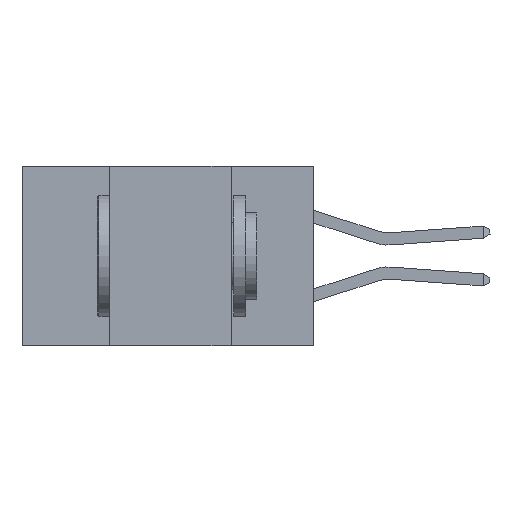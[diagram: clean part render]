
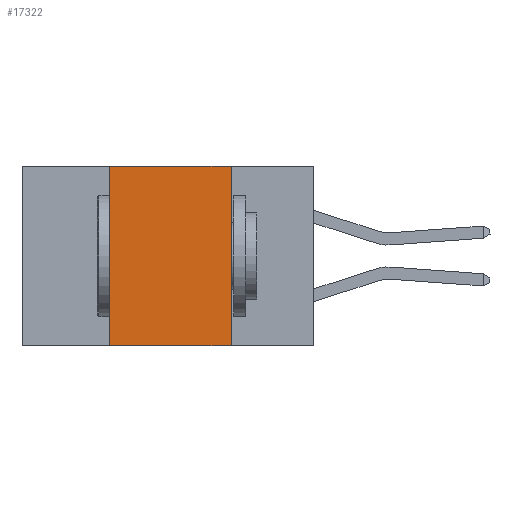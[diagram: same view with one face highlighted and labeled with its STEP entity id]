
A CAD part, left-side view. The second image highlights one B-rep face of the part: STEP entity #17322.
In plain terms, the highlighted planar face has unit normal (-1, 0, 0).
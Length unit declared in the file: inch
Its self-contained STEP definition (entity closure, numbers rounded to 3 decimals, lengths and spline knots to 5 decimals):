
#39 = CARTESIAN_POINT ( 'NONE',  ( 0., 0.17, 0. ) ) ;
#1734 = EDGE_CURVE ( 'NONE', #11188, #23466, #3264, .T. ) ;
#2948 = CARTESIAN_POINT ( 'NONE',  ( 0., 0.17, -0.37 ) ) ;
#3264 = LINE ( 'NONE', #10544, #7177 ) ;
#3750 = CARTESIAN_POINT ( 'NONE',  ( 0., 0.42, 0. ) ) ;
#4076 = VERTEX_POINT ( 'NONE', #39 ) ;
#4926 = FACE_OUTER_BOUND ( 'NONE', #22234, .T. ) ;
#5083 = CARTESIAN_POINT ( 'NONE',  ( 0., 0.42, 0. ) ) ;
#6916 = VERTEX_POINT ( 'NONE', #3750 ) ;
#7087 = ORIENTED_EDGE ( 'NONE', *, *, #1734, .T. ) ;
#7177 = VECTOR ( 'NONE', #22227, 39.37008 ) ;
#7741 = ORIENTED_EDGE ( 'NONE', *, *, #15503, .F. ) ;
#8266 = ORIENTED_EDGE ( 'NONE', *, *, #12997, .F. ) ;
#8268 = AXIS2_PLACEMENT_3D ( 'NONE', #12741, #12825, #20615 ) ;
#9545 = CARTESIAN_POINT ( 'NONE',  ( 0., 0.17, 0. ) ) ;
#10516 = CARTESIAN_POINT ( 'NONE',  ( 0., 0.42, -0.37 ) ) ;
#10544 = CARTESIAN_POINT ( 'NONE',  ( 0., 0.6, -0.37 ) ) ;
#10674 = DIRECTION ( 'NONE',  ( 0., -1., 0. ) ) ;
#11188 = VERTEX_POINT ( 'NONE', #10516 ) ;
#12488 = VECTOR ( 'NONE', #12853, 39.37008 ) ;
#12680 = CARTESIAN_POINT ( 'NONE',  ( 0., 0.6, 0. ) ) ;
#12741 = CARTESIAN_POINT ( 'NONE',  ( 0., 0.6, 0. ) ) ;
#12825 = DIRECTION ( 'NONE',  ( 1., 0., 0. ) ) ;
#12853 = DIRECTION ( 'NONE',  ( 0., 0., 1. ) ) ;
#12997 = EDGE_CURVE ( 'NONE', #6916, #4076, #13224, .T. ) ;
#13224 = LINE ( 'NONE', #12680, #23632 ) ;
#13998 = LINE ( 'NONE', #5083, #12488 ) ;
#15162 = LINE ( 'NONE', #9545, #21438 ) ;
#15503 = EDGE_CURVE ( 'NONE', #11188, #6916, #13998, .T. ) ;
#15810 = EDGE_CURVE ( 'NONE', #4076, #23466, #15162, .T. ) ;
#17149 = DIRECTION ( 'NONE',  ( 0., 0., -1. ) ) ;
#17322 = ADVANCED_FACE ( 'NONE', ( #4926 ), #18258, .F. ) ;
#18258 = PLANE ( 'NONE',  #8268 ) ;
#20615 = DIRECTION ( 'NONE',  ( 0., 0., -1. ) ) ;
#20911 = ORIENTED_EDGE ( 'NONE', *, *, #15810, .F. ) ;
#21438 = VECTOR ( 'NONE', #17149, 39.37008 ) ;
#22227 = DIRECTION ( 'NONE',  ( 0., -1., 0. ) ) ;
#22234 = EDGE_LOOP ( 'NONE', ( #20911, #8266, #7741, #7087 ) ) ;
#23466 = VERTEX_POINT ( 'NONE', #2948 ) ;
#23632 = VECTOR ( 'NONE', #10674, 39.37008 ) ;
